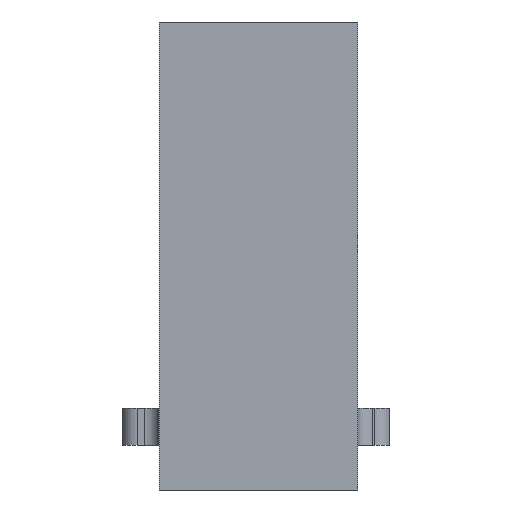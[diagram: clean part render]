
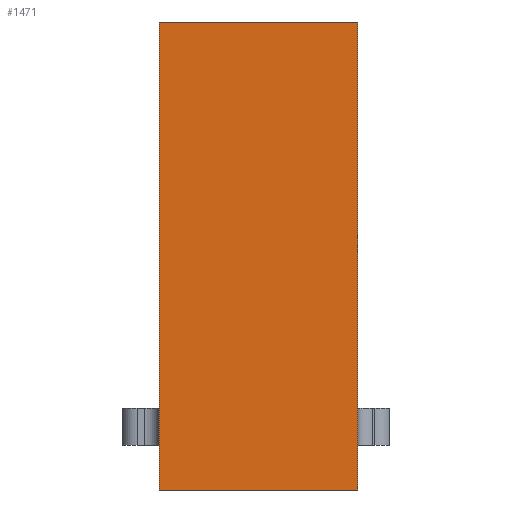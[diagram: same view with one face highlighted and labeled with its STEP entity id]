
A CAD part, left-side view. The second image highlights one B-rep face of the part: STEP entity #1471.
In plain terms, the highlighted planar face has unit normal (-1, 0, 0).
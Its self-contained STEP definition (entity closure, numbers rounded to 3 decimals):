
#42 = VERTEX_POINT ( 'NONE', #220 ) ;
#122 = EDGE_CURVE ( 'NONE', #439, #1556, #1891, .T. ) ;
#209 = CARTESIAN_POINT ( 'NONE',  ( -46.476, 54.79, 89. ) ) ;
#220 = CARTESIAN_POINT ( 'NONE',  ( -46.476, 54.79, 152. ) ) ;
#227 = DIRECTION ( 'NONE',  ( -1., 0., 0. ) ) ;
#278 = VECTOR ( 'NONE', #776, 1000. ) ;
#413 = CARTESIAN_POINT ( 'NONE',  ( -46.476, -22.631, 152. ) ) ;
#425 = DIRECTION ( 'NONE',  ( 0., 1., 0. ) ) ;
#439 = VERTEX_POINT ( 'NONE', #209 ) ;
#474 = EDGE_LOOP ( 'NONE', ( #1307, #1853, #1208, #1247 ) ) ;
#480 = VECTOR ( 'NONE', #1689, 1000. ) ;
#584 = DIRECTION ( 'NONE',  ( 0., 0., 1. ) ) ;
#616 = LINE ( 'NONE', #898, #278 ) ;
#776 = DIRECTION ( 'NONE',  ( 0., 0., -1. ) ) ;
#808 = VERTEX_POINT ( 'NONE', #1478 ) ;
#844 = VECTOR ( 'NONE', #1943, 1000. ) ;
#898 = CARTESIAN_POINT ( 'NONE',  ( -46.476, 54.79, 152. ) ) ;
#1096 = CARTESIAN_POINT ( 'NONE',  ( -46.476, -22.631, 89. ) ) ;
#1133 = EDGE_CURVE ( 'NONE', #1556, #808, #1940, .T. ) ;
#1145 = CARTESIAN_POINT ( 'NONE',  ( -46.476, 81.49, 152. ) ) ;
#1208 = ORIENTED_EDGE ( 'NONE', *, *, #1401, .F. ) ;
#1240 = VECTOR ( 'NONE', #584, 1000. ) ;
#1247 = ORIENTED_EDGE ( 'NONE', *, *, #1733, .T. ) ;
#1307 = ORIENTED_EDGE ( 'NONE', *, *, #1133, .F. ) ;
#1338 = FACE_OUTER_BOUND ( 'NONE', #474, .T. ) ;
#1401 = EDGE_CURVE ( 'NONE', #42, #439, #616, .T. ) ;
#1442 = CARTESIAN_POINT ( 'NONE',  ( -46.476, -22.631, 152. ) ) ;
#1471 = ADVANCED_FACE ( 'NONE', ( #1338 ), #1813, .T. ) ;
#1478 = CARTESIAN_POINT ( 'NONE',  ( -46.476, 81.49, 152. ) ) ;
#1556 = VERTEX_POINT ( 'NONE', #1831 ) ;
#1689 = DIRECTION ( 'NONE',  ( 0., 1., 0. ) ) ;
#1733 = EDGE_CURVE ( 'NONE', #42, #808, #1791, .T. ) ;
#1746 = AXIS2_PLACEMENT_3D ( 'NONE', #413, #227, #425 ) ;
#1791 = LINE ( 'NONE', #1442, #844 ) ;
#1813 = PLANE ( 'NONE',  #1746 ) ;
#1831 = CARTESIAN_POINT ( 'NONE',  ( -46.476, 81.49, 89. ) ) ;
#1853 = ORIENTED_EDGE ( 'NONE', *, *, #122, .F. ) ;
#1891 = LINE ( 'NONE', #1096, #480 ) ;
#1940 = LINE ( 'NONE', #1145, #1240 ) ;
#1943 = DIRECTION ( 'NONE',  ( 0., 1., 0. ) ) ;
